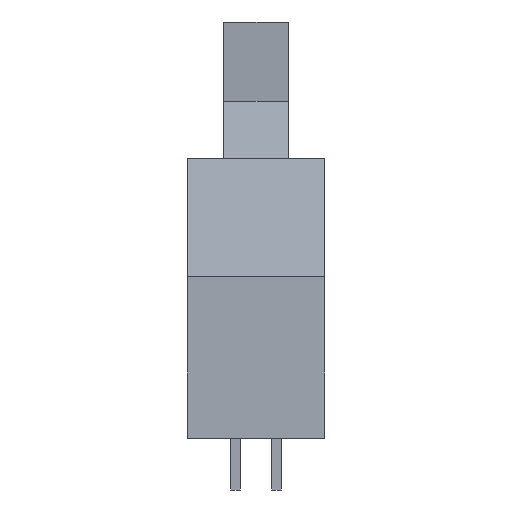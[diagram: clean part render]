
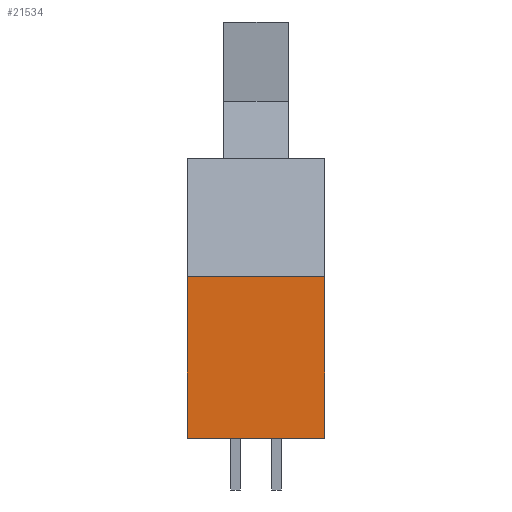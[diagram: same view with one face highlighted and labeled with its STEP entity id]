
A CAD part, left-side view. The second image highlights one B-rep face of the part: STEP entity #21534.
In plain terms, the highlighted planar face has unit normal (-1, 0, 0).
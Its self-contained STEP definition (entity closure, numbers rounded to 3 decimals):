
#21049=CARTESIAN_POINT('',(-47.9,4.25,0.));
#21050=VERTEX_POINT('',#21049);
#21057=CARTESIAN_POINT('',(-47.9,4.25,10.));
#21058=VERTEX_POINT('',#21057);
#21059=CARTESIAN_POINT('',(-47.9,4.25,5.));
#21060=DIRECTION('',(0.0,0.0,-1.0));
#21061=VECTOR('',#21060,1.0);
#21062=LINE('',#21059,#21061);
#21063=EDGE_CURVE('n� 504',#21058,#21050,#21062,.T.);
#21487=CARTESIAN_POINT('',(-47.9,-4.25,10.));
#21488=VERTEX_POINT('',#21487);
#21497=CARTESIAN_POINT('',(-47.9,-0.0,10.));
#21498=DIRECTION('',(0.0,1.0,0.0));
#21499=VECTOR('',#21498,1.0);
#21500=LINE('',#21497,#21499);
#21501=EDGE_CURVE('n� 501',#21488,#21058,#21500,.T.);
#21511=CARTESIAN_POINT('',(-47.9,-4.25,0.));
#21512=VERTEX_POINT('',#21511);
#21513=CARTESIAN_POINT('',(-47.9,-4.25,8.65));
#21514=DIRECTION('',(0.0,0.0,-1.0));
#21515=VECTOR('',#21514,1.0);
#21516=LINE('',#21513,#21515);
#21517=EDGE_CURVE('n� 78',#21488,#21512,#21516,.T.);
#21518=ORIENTED_EDGE('',*,*,#21517,.F.);
#21519=ORIENTED_EDGE('',*,*,#21501,.T.);
#21520=ORIENTED_EDGE('',*,*,#21063,.T.);
#21521=CARTESIAN_POINT('',(-47.9,-0.0,0.));
#21522=DIRECTION('',(0.0,1.0,0.0));
#21523=VECTOR('',#21522,1.0);
#21524=LINE('',#21521,#21523);
#21525=EDGE_CURVE('n� 367',#21512,#21050,#21524,.T.);
#21526=ORIENTED_EDGE('',*,*,#21525,.F.);
#21527=EDGE_LOOP('',(#21518,#21519,#21520,#21526));
#21528=FACE_OUTER_BOUND('',#21527,.T.);
#21529=CARTESIAN_POINT('',(-47.9,4.25,10.));
#21530=DIRECTION('',(-1.0,-0.0,0.0));
#21531=DIRECTION('',(0.0,0.0,-1.0));
#21532=AXIS2_PLACEMENT_3D('',#21529,#21530,#21531);
#21533=PLANE('',#21532);
#21534=ADVANCED_FACE('n� 498',(#21528),#21533,.T.);
